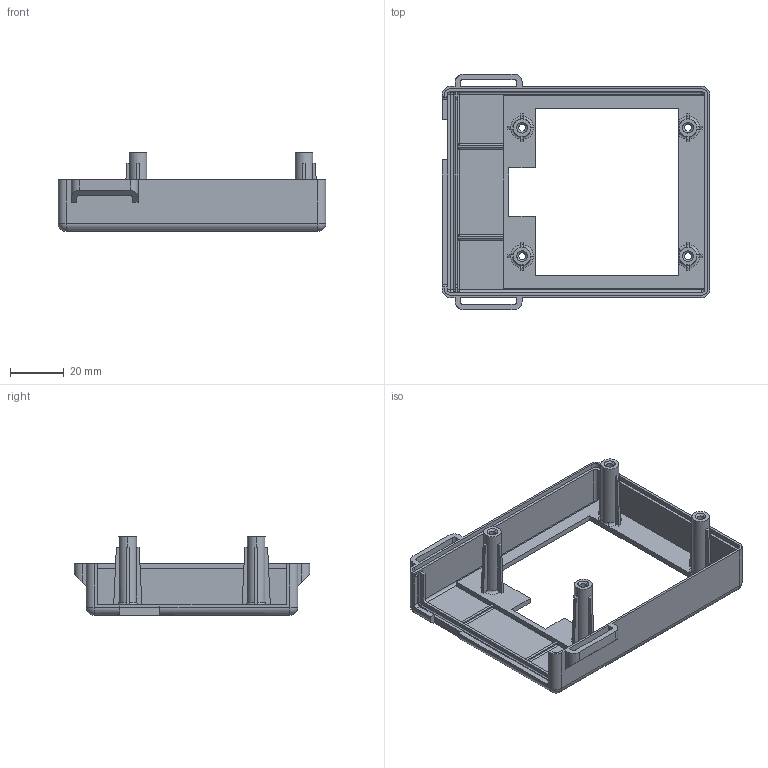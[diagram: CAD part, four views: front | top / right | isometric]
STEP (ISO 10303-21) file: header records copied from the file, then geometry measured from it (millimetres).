
FILE_DESCRIPTION (( 'STEP AP203' ), '1' );
FILE_NAME ('V1_TOP.STEP', '2022-07-19T17:00:59', ( '' ), ( '' ), 'SwSTEP 2.0', 'SolidWorks 2018', '' );
FILE_SCHEMA (( 'CONFIG_CONTROL_DESIGN' ));
Length unit declared in the file: millimetre
Products named in the file (1): V1_TOP
Bounding box: 100 x 88 x 29.5 mm (x, y, z)
Volume: 22577 mm3; surface area: 25039.4 mm2
Topology: 1 solids, 1 shells, 245 faces, 673 edges, 418 vertices
Faces by surface type: plane 124, cylinder 71, torus 20, cone 16, sphere 12, bspline 2
Entity records: 7984 total; most frequent: CARTESIAN_POINT 1659, ORIENTED_EDGE 1322, DIRECTION 1315, EDGE_CURVE 661, AXIS2_PLACEMENT_3D 446, LINE 423, VECTOR 423, VERTEX_POINT 418
